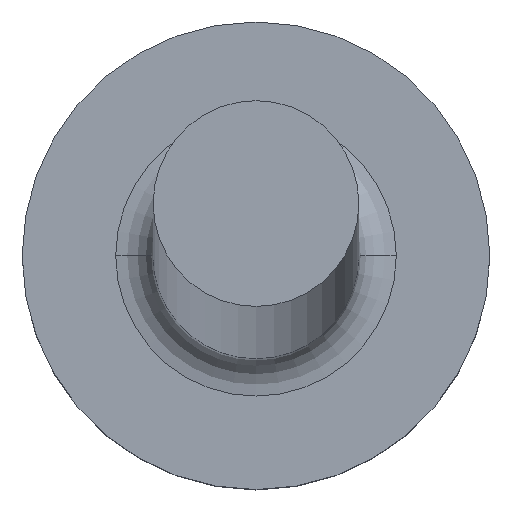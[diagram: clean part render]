
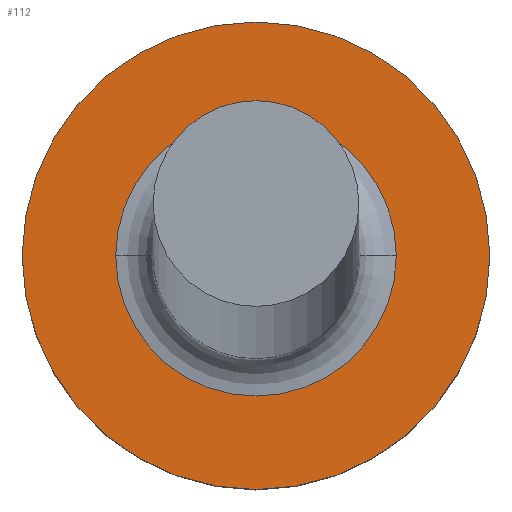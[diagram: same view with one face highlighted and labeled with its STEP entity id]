
A CAD part, top view. The second image highlights one B-rep face of the part: STEP entity #112.
In plain terms, the highlighted planar face has unit normal (0, 0, 1).
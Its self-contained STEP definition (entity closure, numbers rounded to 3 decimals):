
#12 = VERTEX_POINT ( 'NONE', #117 ) ;
#19 = CIRCLE ( 'NONE', #113, 1.25 ) ;
#27 = ORIENTED_EDGE ( 'NONE', *, *, #44, .T. ) ;
#37 = CIRCLE ( 'NONE', #194, 0.75 ) ;
#44 = EDGE_CURVE ( 'NONE', #12, #204, #193, .T. ) ;
#52 = CARTESIAN_POINT ( 'NONE',  ( 0., 0., 1.2 ) ) ;
#55 = EDGE_LOOP ( 'NONE', ( #230, #294 ) ) ;
#63 = ORIENTED_EDGE ( 'NONE', *, *, #224, .T. ) ;
#70 = DIRECTION ( 'NONE',  ( 1., 0., 0. ) ) ;
#73 = AXIS2_PLACEMENT_3D ( 'NONE', #52, #96, #179 ) ;
#77 = CARTESIAN_POINT ( 'NONE',  ( -1.25, 0., 1.2 ) ) ;
#81 = FACE_BOUND ( 'NONE', #175, .T. ) ;
#96 = DIRECTION ( 'NONE',  ( 0., 0., -1. ) ) ;
#102 = VERTEX_POINT ( 'NONE', #77 ) ;
#103 = CARTESIAN_POINT ( 'NONE',  ( 0., 0., 1.2 ) ) ;
#112 = ADVANCED_FACE ( 'NONE', ( #81, #156 ), #229, .T. ) ;
#113 = AXIS2_PLACEMENT_3D ( 'NONE', #279, #201, #255 ) ;
#117 = CARTESIAN_POINT ( 'NONE',  ( -0.75, 0., 1.2 ) ) ;
#121 = CARTESIAN_POINT ( 'NONE',  ( 0., 0., 1.2 ) ) ;
#123 = VERTEX_POINT ( 'NONE', #125 ) ;
#125 = CARTESIAN_POINT ( 'NONE',  ( 1.25, 0., 1.2 ) ) ;
#133 = CARTESIAN_POINT ( 'NONE',  ( 0., 0., 1.2 ) ) ;
#142 = EDGE_CURVE ( 'NONE', #102, #123, #165, .T. ) ;
#156 = FACE_OUTER_BOUND ( 'NONE', #55, .T. ) ;
#165 = CIRCLE ( 'NONE', #273, 1.25 ) ;
#175 = EDGE_LOOP ( 'NONE', ( #63, #27 ) ) ;
#179 = DIRECTION ( 'NONE',  ( 1., 0., 0. ) ) ;
#181 = DIRECTION ( 'NONE',  ( 0., 0., 1. ) ) ;
#189 = AXIS2_PLACEMENT_3D ( 'NONE', #121, #181, #295 ) ;
#191 = EDGE_CURVE ( 'NONE', #123, #102, #19, .T. ) ;
#193 = CIRCLE ( 'NONE', #73, 0.75 ) ;
#194 = AXIS2_PLACEMENT_3D ( 'NONE', #133, #214, #70 ) ;
#201 = DIRECTION ( 'NONE',  ( 0., 0., 1. ) ) ;
#204 = VERTEX_POINT ( 'NONE', #240 ) ;
#205 = DIRECTION ( 'NONE',  ( 0., 0., 1. ) ) ;
#214 = DIRECTION ( 'NONE',  ( 0., 0., -1. ) ) ;
#224 = EDGE_CURVE ( 'NONE', #204, #12, #37, .T. ) ;
#229 = PLANE ( 'NONE',  #189 ) ;
#230 = ORIENTED_EDGE ( 'NONE', *, *, #142, .T. ) ;
#240 = CARTESIAN_POINT ( 'NONE',  ( 0.75, 0., 1.2 ) ) ;
#255 = DIRECTION ( 'NONE',  ( 1., 0., 0. ) ) ;
#273 = AXIS2_PLACEMENT_3D ( 'NONE', #103, #205, #276 ) ;
#276 = DIRECTION ( 'NONE',  ( 1., 0., 0. ) ) ;
#279 = CARTESIAN_POINT ( 'NONE',  ( 0., 0., 1.2 ) ) ;
#294 = ORIENTED_EDGE ( 'NONE', *, *, #191, .T. ) ;
#295 = DIRECTION ( 'NONE',  ( 1., 0., 0. ) ) ;
